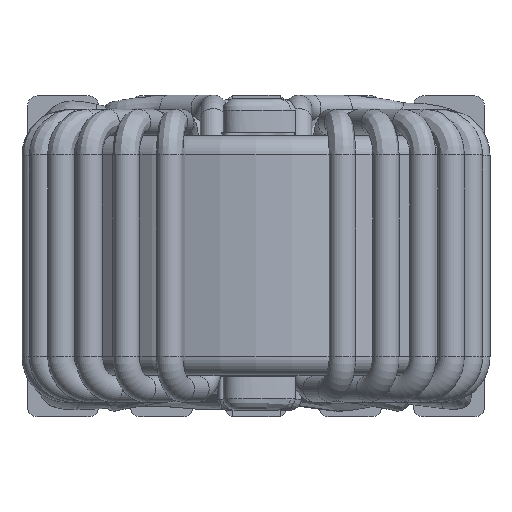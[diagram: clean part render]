
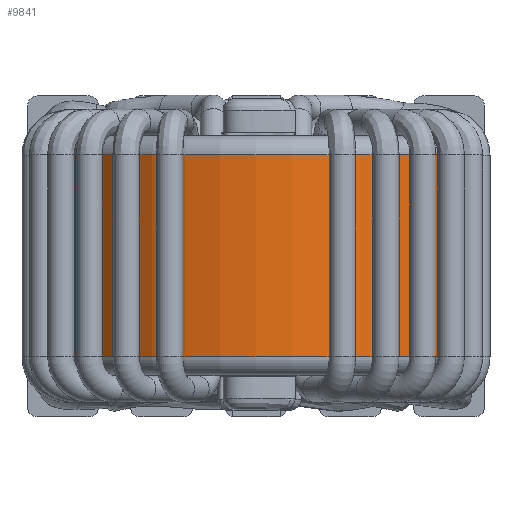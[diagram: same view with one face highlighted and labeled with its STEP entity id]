
A CAD part, top view. The second image highlights one B-rep face of the part: STEP entity #9841.
In plain terms, the highlighted cylindrical face has radius 11 mm (diameter 22 mm), a full revolution.
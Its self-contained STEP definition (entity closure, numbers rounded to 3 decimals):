
#1146=CYLINDRICAL_SURFACE('',#10442,11.);
#1461=ORIENTED_EDGE('',*,*,#3114,.T.);
#1462=ORIENTED_EDGE('',*,*,#3115,.T.);
#3114=EDGE_CURVE('',#3990,#3990,#4644,.T.);
#3115=EDGE_CURVE('',#3991,#3991,#4645,.F.);
#3990=VERTEX_POINT('',#18748);
#3991=VERTEX_POINT('',#18750);
#4644=CIRCLE('',#10443,11.);
#4645=CIRCLE('',#10444,11.);
#5092=EDGE_LOOP('',(#1461));
#5093=EDGE_LOOP('',(#1462));
#5818=FACE_BOUND('',#5092,.T.);
#5819=FACE_BOUND('',#5093,.T.);
#9841=ADVANCED_FACE('',(#5818,#5819),#1146,.T.);
#10442=AXIS2_PLACEMENT_3D('',#18746,#11337,#11338);
#10443=AXIS2_PLACEMENT_3D('',#18747,#11339,#11340);
#10444=AXIS2_PLACEMENT_3D('',#18749,#11341,#11342);
#11337=DIRECTION('',(0.,1.,0.));
#11338=DIRECTION('',(0.,0.,1.));
#11339=DIRECTION('',(0.,1.,0.));
#11340=DIRECTION('',(0.,0.,1.));
#11341=DIRECTION('',(0.,1.,0.));
#11342=DIRECTION('',(0.,0.,1.));
#18746=CARTESIAN_POINT('',(0.,-6.35,15.1));
#18747=CARTESIAN_POINT('',(0.,-5.35,15.1));
#18748=CARTESIAN_POINT('',(0.,-5.35,26.1));
#18749=CARTESIAN_POINT('',(0.,5.35,15.1));
#18750=CARTESIAN_POINT('',(0.,5.35,26.1));
